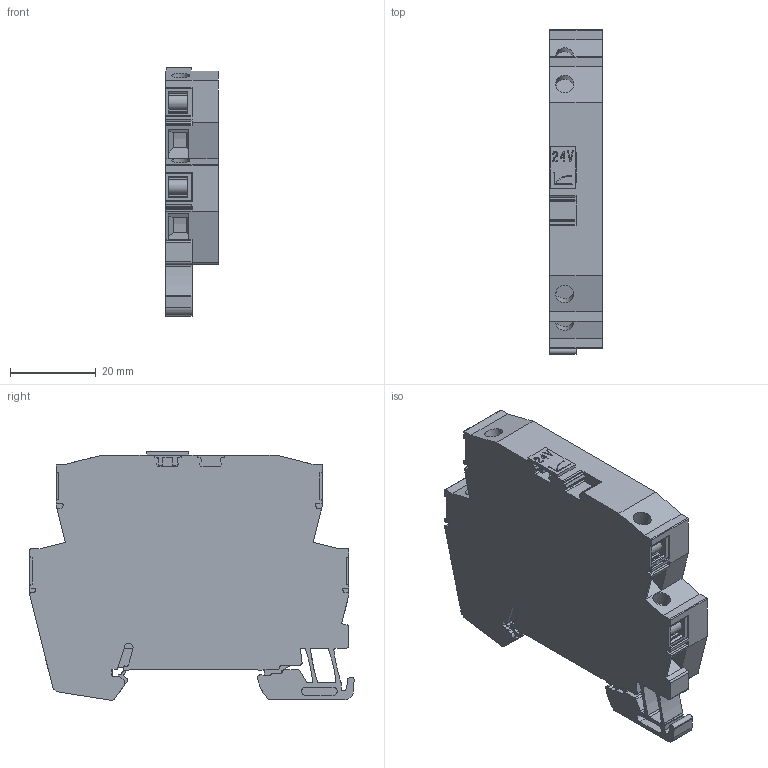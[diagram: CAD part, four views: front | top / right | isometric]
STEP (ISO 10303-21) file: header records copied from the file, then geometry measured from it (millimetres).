
FILE_DESCRIPTION(('CATIA V5R24 STEP','CAx-IF Rec.Pracs.--- Model Styling and Organization---1.2---2011-12-15'),'2;1');
FILE_NAME ('9491159_4_1063810000_S3D_VSSC4_CL_FG_24VAC-DC_EX.stp','2017-11-13T13:25:36+00:00',('none'),('Weidmueller'),'CATIA Version 5-6 Release 2014 SP4','CATIA V5 STEP AP214','none');
FILE_SCHEMA(('AUTOMOTIVE_DESIGN { 1 0 10303 214 1 1 1 1 }'));
Length unit declared in the file: millimetre
Products named in the file (1): 1063810000
Bounding box: 12.2 x 75.7 x 58.04 mm (x, y, z)
Volume: 27192.5 mm3; surface area: 17680.4 mm2
Topology: 8 solids, 8 shells, 729 faces, 2097 edges, 1401 vertices
Faces by surface type: plane 482, cylinder 241, extrusion 6
Entity records: 23889 total; most frequent: CARTESIAN_POINT 4478, ORIENTED_EDGE 4194, DIRECTION 3279, EDGE_CURVE 2097, VECTOR 1584, LINE 1578, VERTEX_POINT 1401, AXIS2_PLACEMENT_3D 1084
